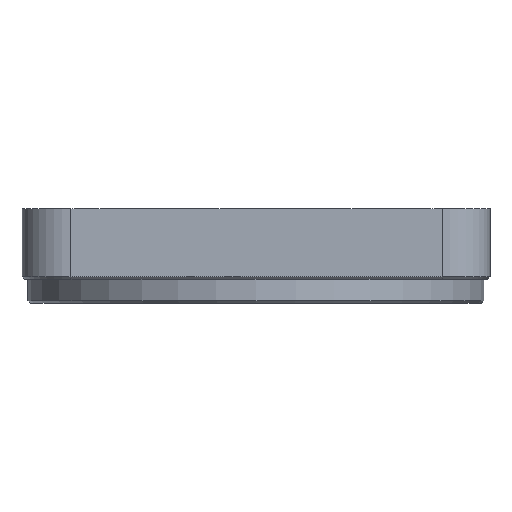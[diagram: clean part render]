
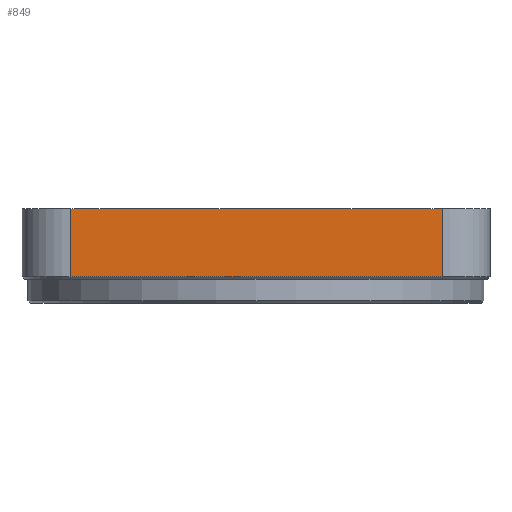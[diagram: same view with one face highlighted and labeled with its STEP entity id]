
A CAD part, front view. The second image highlights one B-rep face of the part: STEP entity #849.
In plain terms, the highlighted planar face has unit normal (0, -1, 0).
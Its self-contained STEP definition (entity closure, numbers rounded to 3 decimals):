
#7 = CARTESIAN_POINT ( 'NONE',  ( 4., 0., -0.64 ) ) ;
#53 = DIRECTION ( 'NONE',  ( 1., 0., 0. ) ) ;
#73 = EDGE_LOOP ( 'NONE', ( #1492, #1505, #1460, #827 ) ) ;
#144 = VERTEX_POINT ( 'NONE', #549 ) ;
#159 = VECTOR ( 'NONE', #1389, 1000. ) ;
#164 = LINE ( 'NONE', #1458, #730 ) ;
#223 = CARTESIAN_POINT ( 'NONE',  ( 0., 0., 8. ) ) ;
#241 = VECTOR ( 'NONE', #53, 1000. ) ;
#267 = VERTEX_POINT ( 'NONE', #7 ) ;
#288 = VECTOR ( 'NONE', #1420, 1000. ) ;
#319 = LINE ( 'NONE', #1513, #159 ) ;
#415 = VERTEX_POINT ( 'NONE', #1144 ) ;
#416 = LINE ( 'NONE', #528, #241 ) ;
#444 = FACE_OUTER_BOUND ( 'NONE', #73, .T. ) ;
#481 = LINE ( 'NONE', #844, #288 ) ;
#528 = CARTESIAN_POINT ( 'NONE',  ( 0., 0., 5.05 ) ) ;
#549 = CARTESIAN_POINT ( 'NONE',  ( 35., 0., -0.64 ) ) ;
#564 = VERTEX_POINT ( 'NONE', #930 ) ;
#730 = VECTOR ( 'NONE', #950, 1000. ) ;
#793 = PLANE ( 'NONE',  #1011 ) ;
#827 = ORIENTED_EDGE ( 'NONE', *, *, #1191, .F. ) ;
#844 = CARTESIAN_POINT ( 'NONE',  ( 4., 0., 8. ) ) ;
#845 = EDGE_CURVE ( 'NONE', #267, #144, #319, .T. ) ;
#849 = ADVANCED_FACE ( 'NONE', ( #444 ), #793, .F. ) ;
#927 = DIRECTION ( 'NONE',  ( 0., 0., 1. ) ) ;
#930 = CARTESIAN_POINT ( 'NONE',  ( 4., 0., 5.05 ) ) ;
#950 = DIRECTION ( 'NONE',  ( 0., 0., 1. ) ) ;
#1011 = AXIS2_PLACEMENT_3D ( 'NONE', #223, #1046, #927 ) ;
#1046 = DIRECTION ( 'NONE',  ( 0., 1., 0. ) ) ;
#1072 = EDGE_CURVE ( 'NONE', #564, #267, #481, .T. ) ;
#1144 = CARTESIAN_POINT ( 'NONE',  ( 35., 0., 5.05 ) ) ;
#1191 = EDGE_CURVE ( 'NONE', #564, #415, #416, .T. ) ;
#1387 = EDGE_CURVE ( 'NONE', #144, #415, #164, .T. ) ;
#1389 = DIRECTION ( 'NONE',  ( 1., 0., 0. ) ) ;
#1420 = DIRECTION ( 'NONE',  ( 0., 0., -1. ) ) ;
#1458 = CARTESIAN_POINT ( 'NONE',  ( 35., 0., 8. ) ) ;
#1460 = ORIENTED_EDGE ( 'NONE', *, *, #1387, .T. ) ;
#1492 = ORIENTED_EDGE ( 'NONE', *, *, #1072, .T. ) ;
#1505 = ORIENTED_EDGE ( 'NONE', *, *, #845, .T. ) ;
#1513 = CARTESIAN_POINT ( 'NONE',  ( 35., 0., -0.64 ) ) ;
